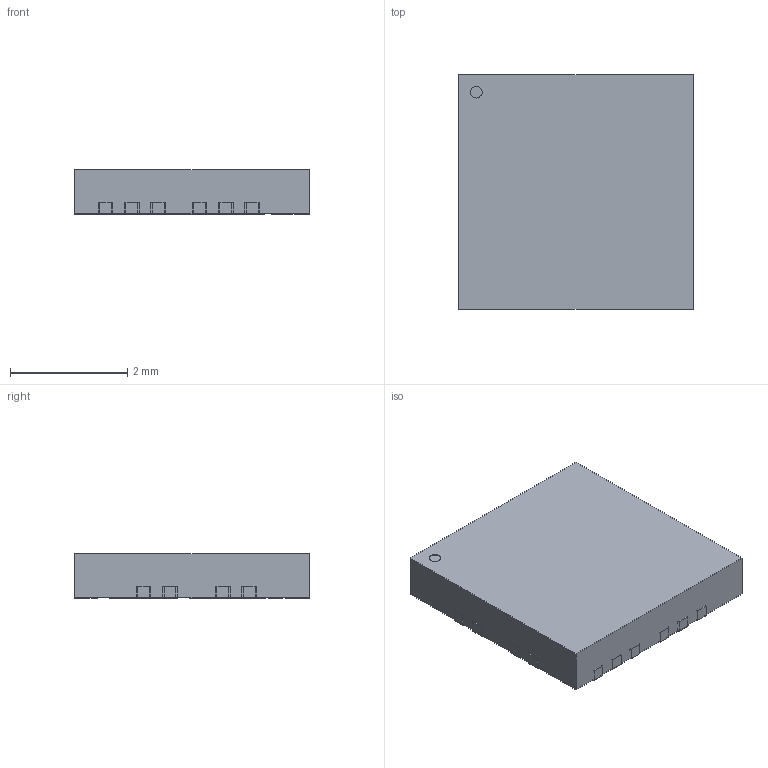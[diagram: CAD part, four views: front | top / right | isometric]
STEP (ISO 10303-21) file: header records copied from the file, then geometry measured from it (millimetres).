
FILE_DESCRIPTION(('FreeCAD Model'),'2;1');
FILE_NAME('Open CASCADE Shape Model','2021-06-08T12:26:49',( 'kicad StepUp'),('ksu MCAD'),'Open CASCADE STEP processor 7.5', 'FreeCAD','Unknown');
FILE_SCHEMA(('AUTOMOTIVE_DESIGN { 1 0 10303 214 1 1 1 1 }'));
Length unit declared in the file: millimetre
Products named in the file (1): Vishay_PowerPAK_MLP44_24L_cp
Bounding box: 4.02 x 4.02 x 0.76 mm (x, y, z)
Surface area: 68.9 mm2
Topology: 5 solids, 5 shells, 314 faces, 897 edges, 598 vertices
Faces by surface type: plane 234, cylinder 80
Full cylindrical faces by diameter (mm): 0.2 x2
Entity records: 10382 total; most frequent: CARTESIAN_POINT 1810, ORIENTED_EDGE 1794, DIRECTION 1747, EDGE_CURVE 897, LINE 677, VECTOR 677, VERTEX_POINT 598, AXIS2_PLACEMENT_3D 535
